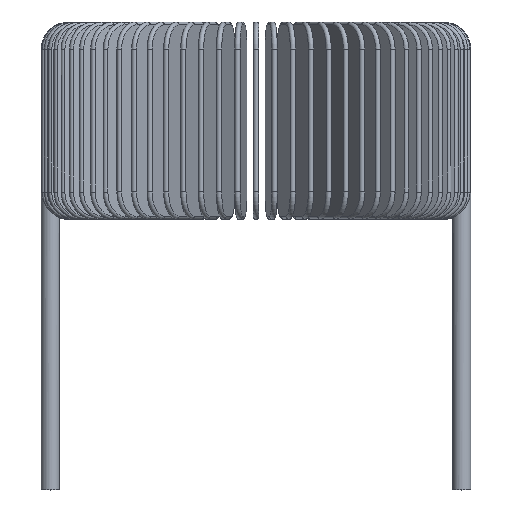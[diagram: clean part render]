
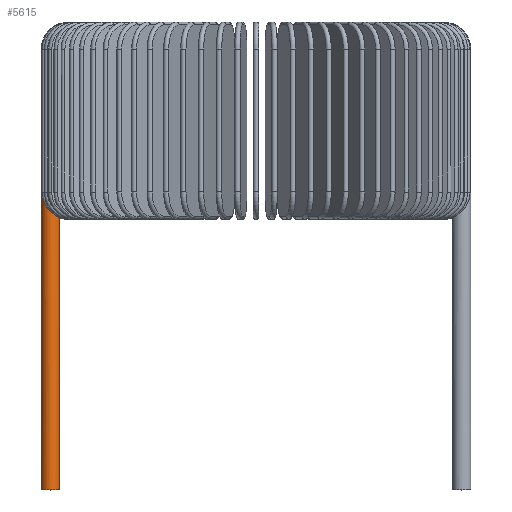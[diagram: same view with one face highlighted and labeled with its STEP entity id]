
A CAD part, top view. The second image highlights one B-rep face of the part: STEP entity #5615.
In plain terms, the highlighted cylindrical face has radius 0.432 mm (diameter 0.864 mm), a partial arc.
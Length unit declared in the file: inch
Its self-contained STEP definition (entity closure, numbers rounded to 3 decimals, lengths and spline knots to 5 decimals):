
#5365=DIRECTION('',(0.,-1.,0.));
#5366=VECTOR('',#5365,0.562);
#5367=CARTESIAN_POINT('',(-0.397,0.062,0.));
#5368=LINE('',#5367,#5366);
#5409=DIRECTION('',(0.,1.,0.));
#5410=VECTOR('',#5409,0.05377);
#5411=CARTESIAN_POINT('',(-0.36375,0.00823,0.005));
#5412=LINE('',#5411,#5410);
#5413=CARTESIAN_POINT('',(-0.38,0.062,0.));
#5414=DIRECTION('',(0.,1.,0.));
#5415=DIRECTION('',(-1.,0.,0.));
#5416=AXIS2_PLACEMENT_3D('',#5413,#5414,#5415);
#5482=DIRECTION('',(0.,-1.,0.));
#5483=VECTOR('',#5482,0.50263);
#5484=CARTESIAN_POINT('',(-0.363,0.00263,0.));
#5485=LINE('',#5484,#5483);
#5491=CARTESIAN_POINT('',(-0.38,-0.5,0.));
#5492=DIRECTION('',(0.,1.,0.));
#5493=DIRECTION('',(-1.,0.,0.));
#5494=AXIS2_PLACEMENT_3D('',#5491,#5492,#5493);
#5507=CARTESIAN_POINT('',(-0.363,0.00263,0.));
#5508=CARTESIAN_POINT('',(-0.363,0.00263,0.00036));
#5509=CARTESIAN_POINT('',(-0.36302,0.00272,
0.00108));
#5510=CARTESIAN_POINT('',(-0.36312,0.00312,
0.00212));
#5511=CARTESIAN_POINT('',(-0.36327,0.0038,
0.00309));
#5512=CARTESIAN_POINT('',(-0.36344,0.00467,
0.00388));
#5513=CARTESIAN_POINT('',(-0.36361,0.00576,
0.00451));
#5514=CARTESIAN_POINT('',(-0.36372,0.00696,
0.0049));
#5515=CARTESIAN_POINT('',(-0.36375,0.0078,0.005));
#5516=CARTESIAN_POINT('',(-0.36375,0.00823,0.005));
#5576=CARTESIAN_POINT('',(-0.363,-0.5,0.));
#5577=CARTESIAN_POINT('',(-0.397,-0.5,0.));
#5578=VERTEX_POINT('',#5576);
#5579=VERTEX_POINT('',#5577);
#5580=CARTESIAN_POINT('',(-0.397,0.062,0.));
#5581=VERTEX_POINT('',#5580);
#5583=CARTESIAN_POINT('',(-0.36375,0.062,0.005));
#5585=VERTEX_POINT('',#5583);
#5586=CARTESIAN_POINT('',(-0.36375,0.00823,0.005));
#5587=VERTEX_POINT('',#5586);
#5594=CARTESIAN_POINT('',(-0.363,0.00263,0.));
#5595=VERTEX_POINT('',#5594);
#5596=CARTESIAN_POINT('',(-0.38,0.062,0.));
#5597=DIRECTION('',(0.,1.,0.));
#5598=DIRECTION('',(1.,0.,0.));
#5599=AXIS2_PLACEMENT_3D('',#5596,#5597,#5598);
#5600=CYLINDRICAL_SURFACE('',#5599,0.017);
#5602=ORIENTED_EDGE('',*,*,#5601,.F.);
#5604=ORIENTED_EDGE('',*,*,#5603,.F.);
#5606=ORIENTED_EDGE('',*,*,#5605,.T.);
#5608=ORIENTED_EDGE('',*,*,#5607,.F.);
#5610=ORIENTED_EDGE('',*,*,#5609,.F.);
#5612=ORIENTED_EDGE('',*,*,#5611,.T.);
#5613=EDGE_LOOP('',(#5602,#5604,#5606,#5608,#5610,#5612));
#5614=FACE_OUTER_BOUND('',#5613,.F.);
#5417=CIRCLE('',#5416,0.017);
#5495=CIRCLE('',#5494,0.017);
#5517=B_SPLINE_CURVE_WITH_KNOTS('',3,(#5507,#5508,#5509,#5510,#5511,#5512,#5513,
#5514,#5515,#5516),.UNSPECIFIED.,.F.,.F.,(4,1,1,1,1,1,1,4),(0.,
0.14286,0.28571,0.42857,0.57143,
0.71429,0.85714,1.),.UNSPECIFIED.);
#5601=EDGE_CURVE('',#5587,#5585,#5412,.T.);
#5603=EDGE_CURVE('',#5595,#5587,#5517,.T.);
#5605=EDGE_CURVE('',#5595,#5578,#5485,.T.);
#5607=EDGE_CURVE('',#5579,#5578,#5495,.T.);
#5609=EDGE_CURVE('',#5581,#5579,#5368,.T.);
#5611=EDGE_CURVE('',#5581,#5585,#5417,.T.);
#5615=ADVANCED_FACE('',(#5614),#5600,.T.);
